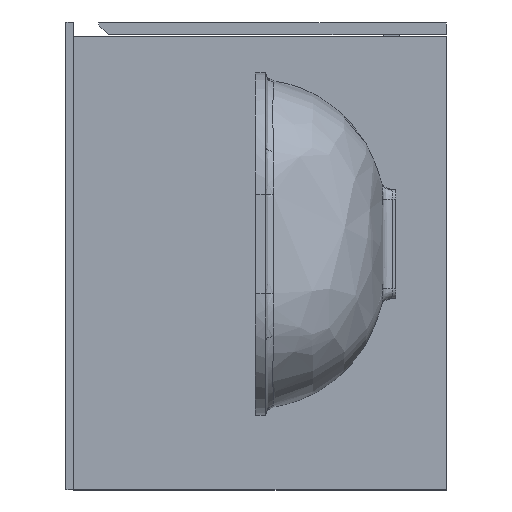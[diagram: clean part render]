
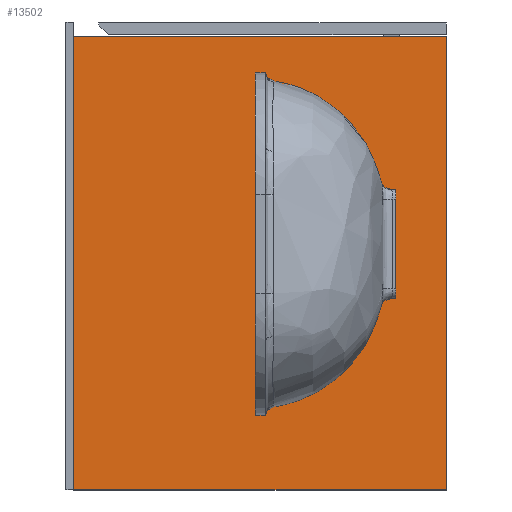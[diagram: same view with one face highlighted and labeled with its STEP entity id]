
A CAD part, left-side view. The second image highlights one B-rep face of the part: STEP entity #13502.
In plain terms, the highlighted planar face has unit normal (-1, 0, 0).
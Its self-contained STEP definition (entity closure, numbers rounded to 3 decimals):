
#1083 = EDGE_LOOP ( 'NONE', ( #1461, #5591, #21696, #28910 ) ) ;
#1461 = ORIENTED_EDGE ( 'NONE', *, *, #1469, .F. ) ;
#1469 = EDGE_CURVE ( 'NONE', #3514, #12721, #4944, .T. ) ;
#3095 = CARTESIAN_POINT ( 'NONE',  ( 2., 374., -15. ) ) ;
#3252 = VECTOR ( 'NONE', #25979, 1000. ) ;
#3514 = VERTEX_POINT ( 'NONE', #23323 ) ;
#3807 = VECTOR ( 'NONE', #16626, 1000. ) ;
#4944 = LINE ( 'NONE', #22937, #3252 ) ;
#5591 = ORIENTED_EDGE ( 'NONE', *, *, #15009, .T. ) ;
#6327 = DIRECTION ( 'NONE',  ( 1., 0., 0. ) ) ;
#6355 = LINE ( 'NONE', #15735, #9534 ) ;
#6642 = CARTESIAN_POINT ( 'NONE',  ( 2., 0., -15. ) ) ;
#7471 = LINE ( 'NONE', #16878, #10064 ) ;
#8584 = FACE_OUTER_BOUND ( 'NONE', #1083, .T. ) ;
#9285 = VERTEX_POINT ( 'NONE', #6642 ) ;
#9534 = VECTOR ( 'NONE', #24983, 1000. ) ;
#10064 = VECTOR ( 'NONE', #26081, 1000. ) ;
#11593 = EDGE_CURVE ( 'NONE', #11829, #9285, #16306, .T. ) ;
#11829 = VERTEX_POINT ( 'NONE', #27335 ) ;
#12721 = VERTEX_POINT ( 'NONE', #3095 ) ;
#13502 = ADVANCED_FACE ( 'NONE', ( #8584 ), #17952, .F. ) ;
#13671 = AXIS2_PLACEMENT_3D ( 'NONE', #27139, #6327, #15707 ) ;
#15009 = EDGE_CURVE ( 'NONE', #3514, #11829, #6355, .T. ) ;
#15707 = DIRECTION ( 'NONE',  ( 0., 0., -1. ) ) ;
#15735 = CARTESIAN_POINT ( 'NONE',  ( 2., 829.397, -470. ) ) ;
#16306 = LINE ( 'NONE', #16776, #3807 ) ;
#16626 = DIRECTION ( 'NONE',  ( 0., 0., 1. ) ) ;
#16776 = CARTESIAN_POINT ( 'NONE',  ( 2., 0., -470. ) ) ;
#16878 = CARTESIAN_POINT ( 'NONE',  ( 2., 829.397, -15. ) ) ;
#17952 = PLANE ( 'NONE',  #13671 ) ;
#20567 = EDGE_CURVE ( 'NONE', #12721, #9285, #7471, .T. ) ;
#21696 = ORIENTED_EDGE ( 'NONE', *, *, #11593, .T. ) ;
#22937 = CARTESIAN_POINT ( 'NONE',  ( 2., 374., -470. ) ) ;
#23323 = CARTESIAN_POINT ( 'NONE',  ( 2., 374., -470. ) ) ;
#24983 = DIRECTION ( 'NONE',  ( 0., -1., 0. ) ) ;
#25979 = DIRECTION ( 'NONE',  ( 0., 0., 1. ) ) ;
#26081 = DIRECTION ( 'NONE',  ( 0., -1., 0. ) ) ;
#27139 = CARTESIAN_POINT ( 'NONE',  ( 2., 829.397, -470. ) ) ;
#27335 = CARTESIAN_POINT ( 'NONE',  ( 2., 0., -470. ) ) ;
#28910 = ORIENTED_EDGE ( 'NONE', *, *, #20567, .F. ) ;
